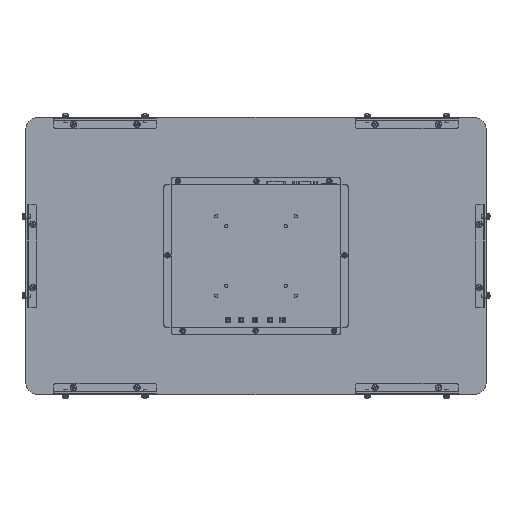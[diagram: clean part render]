
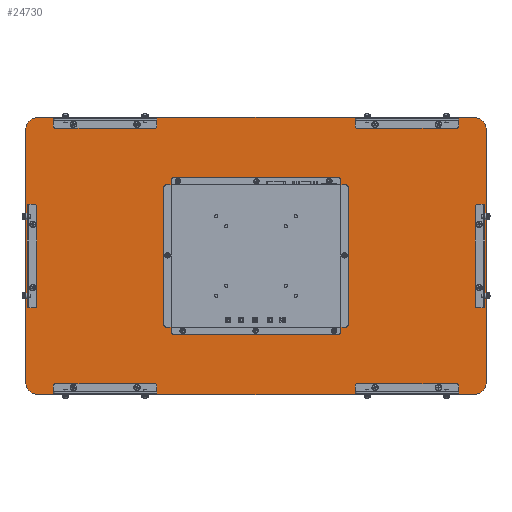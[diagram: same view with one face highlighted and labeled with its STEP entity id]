
A CAD part, front view. The second image highlights one B-rep face of the part: STEP entity #24730.
In plain terms, the highlighted planar face has unit normal (0, -1, 0).
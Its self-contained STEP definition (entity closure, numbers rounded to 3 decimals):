
#454=FACE_BOUND('',#3206,.T.);
#455=FACE_BOUND('',#3207,.T.);
#456=FACE_BOUND('',#3208,.T.);
#457=FACE_BOUND('',#3209,.T.);
#458=FACE_BOUND('',#3210,.T.);
#459=FACE_BOUND('',#3211,.T.);
#460=FACE_BOUND('',#3212,.T.);
#461=FACE_BOUND('',#3213,.T.);
#462=FACE_BOUND('',#3214,.T.);
#463=FACE_BOUND('',#3215,.T.);
#464=FACE_BOUND('',#3216,.T.);
#465=FACE_BOUND('',#3217,.T.);
#710=PLANE('',#26727);
#1805=FACE_OUTER_BOUND('',#3205,.T.);
#3205=EDGE_LOOP('',(#16828,#16829,#16830,#16831,#16832,#16833,#16834,#16835));
#3206=EDGE_LOOP('',(#16836));
#3207=EDGE_LOOP('',(#16837));
#3208=EDGE_LOOP('',(#16838));
#3209=EDGE_LOOP('',(#16839));
#3210=EDGE_LOOP('',(#16840));
#3211=EDGE_LOOP('',(#16841));
#3212=EDGE_LOOP('',(#16842));
#3213=EDGE_LOOP('',(#16843));
#3214=EDGE_LOOP('',(#16844));
#3215=EDGE_LOOP('',(#16845));
#3216=EDGE_LOOP('',(#16846));
#3217=EDGE_LOOP('',(#16847));
#4782=LINE('',#35838,#7524);
#4786=LINE('',#35847,#7528);
#4801=LINE('',#35880,#7543);
#4804=LINE('',#35889,#7546);
#7524=VECTOR('',#28964,10.);
#7528=VECTOR('',#28974,10.);
#7543=VECTOR('',#29005,10.);
#7546=VECTOR('',#29016,10.);
#10245=CIRCLE('',#26641,2.4);
#10247=CIRCLE('',#26645,2.4);
#10249=CIRCLE('',#26649,2.4);
#10251=CIRCLE('',#26653,2.4);
#10253=CIRCLE('',#26657,2.4);
#10255=CIRCLE('',#26661,2.4);
#10257=CIRCLE('',#26665,2.4);
#10259=CIRCLE('',#26669,2.4);
#10261=CIRCLE('',#26673,2.4);
#10263=CIRCLE('',#26677,2.4);
#10265=CIRCLE('',#26681,2.4);
#10267=CIRCLE('',#26685,2.4);
#10281=CIRCLE('',#26711,16.5);
#10282=CIRCLE('',#26714,16.5);
#10283=CIRCLE('',#26723,16.5);
#10284=CIRCLE('',#26726,16.5);
#10891=VERTEX_POINT('',#35686);
#10893=VERTEX_POINT('',#35693);
#10895=VERTEX_POINT('',#35700);
#10897=VERTEX_POINT('',#35707);
#10899=VERTEX_POINT('',#35714);
#10901=VERTEX_POINT('',#35721);
#10903=VERTEX_POINT('',#35728);
#10905=VERTEX_POINT('',#35735);
#10907=VERTEX_POINT('',#35742);
#10909=VERTEX_POINT('',#35749);
#10911=VERTEX_POINT('',#35756);
#10913=VERTEX_POINT('',#35763);
#10939=VERTEX_POINT('',#35835);
#10940=VERTEX_POINT('',#35837);
#10941=VERTEX_POINT('',#35841);
#10942=VERTEX_POINT('',#35845);
#10943=VERTEX_POINT('',#35849);
#10952=VERTEX_POINT('',#35878);
#10953=VERTEX_POINT('',#35883);
#10954=VERTEX_POINT('',#35887);
#13176=EDGE_CURVE('',#10891,#10891,#10245,.T.);
#13179=EDGE_CURVE('',#10893,#10893,#10247,.T.);
#13182=EDGE_CURVE('',#10895,#10895,#10249,.T.);
#13185=EDGE_CURVE('',#10897,#10897,#10251,.T.);
#13188=EDGE_CURVE('',#10899,#10899,#10253,.T.);
#13191=EDGE_CURVE('',#10901,#10901,#10255,.T.);
#13194=EDGE_CURVE('',#10903,#10903,#10257,.T.);
#13197=EDGE_CURVE('',#10905,#10905,#10259,.T.);
#13200=EDGE_CURVE('',#10907,#10907,#10261,.T.);
#13203=EDGE_CURVE('',#10909,#10909,#10263,.T.);
#13206=EDGE_CURVE('',#10911,#10911,#10265,.T.);
#13209=EDGE_CURVE('',#10913,#10913,#10267,.T.);
#13245=EDGE_CURVE('',#10939,#10940,#4782,.T.);
#13248=EDGE_CURVE('',#10941,#10939,#10281,.T.);
#13250=EDGE_CURVE('',#10942,#10941,#4786,.T.);
#13252=EDGE_CURVE('',#10943,#10942,#10282,.T.);
#13266=EDGE_CURVE('',#10952,#10943,#4801,.T.);
#13268=EDGE_CURVE('',#10953,#10952,#10283,.T.);
#13270=EDGE_CURVE('',#10954,#10953,#4804,.T.);
#13271=EDGE_CURVE('',#10940,#10954,#10284,.T.);
#16828=ORIENTED_EDGE('',*,*,#13252,.F.);
#16829=ORIENTED_EDGE('',*,*,#13266,.F.);
#16830=ORIENTED_EDGE('',*,*,#13268,.F.);
#16831=ORIENTED_EDGE('',*,*,#13270,.F.);
#16832=ORIENTED_EDGE('',*,*,#13271,.F.);
#16833=ORIENTED_EDGE('',*,*,#13245,.F.);
#16834=ORIENTED_EDGE('',*,*,#13248,.F.);
#16835=ORIENTED_EDGE('',*,*,#13250,.F.);
#16836=ORIENTED_EDGE('',*,*,#13176,.T.);
#16837=ORIENTED_EDGE('',*,*,#13179,.T.);
#16838=ORIENTED_EDGE('',*,*,#13182,.T.);
#16839=ORIENTED_EDGE('',*,*,#13185,.T.);
#16840=ORIENTED_EDGE('',*,*,#13188,.T.);
#16841=ORIENTED_EDGE('',*,*,#13191,.T.);
#16842=ORIENTED_EDGE('',*,*,#13194,.T.);
#16843=ORIENTED_EDGE('',*,*,#13197,.T.);
#16844=ORIENTED_EDGE('',*,*,#13200,.T.);
#16845=ORIENTED_EDGE('',*,*,#13203,.T.);
#16846=ORIENTED_EDGE('',*,*,#13206,.T.);
#16847=ORIENTED_EDGE('',*,*,#13209,.T.);
#24730=ADVANCED_FACE('',(#1805,#454,#455,#456,#457,#458,#459,#460,#461,
#462,#463,#464,#465),#710,.F.);
#26641=AXIS2_PLACEMENT_3D('',#35687,#28793,#28794);
#26645=AXIS2_PLACEMENT_3D('',#35694,#28802,#28803);
#26649=AXIS2_PLACEMENT_3D('',#35701,#28811,#28812);
#26653=AXIS2_PLACEMENT_3D('',#35708,#28820,#28821);
#26657=AXIS2_PLACEMENT_3D('',#35715,#28829,#28830);
#26661=AXIS2_PLACEMENT_3D('',#35722,#28838,#28839);
#26665=AXIS2_PLACEMENT_3D('',#35729,#28847,#28848);
#26669=AXIS2_PLACEMENT_3D('',#35736,#28856,#28857);
#26673=AXIS2_PLACEMENT_3D('',#35743,#28865,#28866);
#26677=AXIS2_PLACEMENT_3D('',#35750,#28874,#28875);
#26681=AXIS2_PLACEMENT_3D('',#35757,#28883,#28884);
#26685=AXIS2_PLACEMENT_3D('',#35764,#28892,#28893);
#26711=AXIS2_PLACEMENT_3D('',#35843,#28969,#28970);
#26714=AXIS2_PLACEMENT_3D('',#35851,#28978,#28979);
#26723=AXIS2_PLACEMENT_3D('',#35885,#29011,#29012);
#26726=AXIS2_PLACEMENT_3D('',#35891,#29019,#29020);
#26727=AXIS2_PLACEMENT_3D('',#35892,#29021,#29022);
#28793=DIRECTION('center_axis',(0.,1.,0.));
#28794=DIRECTION('ref_axis',(1.,0.,0.));
#28802=DIRECTION('center_axis',(0.,1.,0.));
#28803=DIRECTION('ref_axis',(1.,0.,0.));
#28811=DIRECTION('center_axis',(0.,1.,0.));
#28812=DIRECTION('ref_axis',(1.,0.,0.));
#28820=DIRECTION('center_axis',(0.,1.,0.));
#28821=DIRECTION('ref_axis',(1.,0.,0.));
#28829=DIRECTION('center_axis',(0.,1.,0.));
#28830=DIRECTION('ref_axis',(1.,0.,0.));
#28838=DIRECTION('center_axis',(0.,1.,0.));
#28839=DIRECTION('ref_axis',(1.,0.,0.));
#28847=DIRECTION('center_axis',(0.,1.,0.));
#28848=DIRECTION('ref_axis',(1.,0.,0.));
#28856=DIRECTION('center_axis',(0.,1.,0.));
#28857=DIRECTION('ref_axis',(1.,0.,0.));
#28865=DIRECTION('center_axis',(0.,1.,0.));
#28866=DIRECTION('ref_axis',(1.,0.,0.));
#28874=DIRECTION('center_axis',(0.,1.,0.));
#28875=DIRECTION('ref_axis',(1.,0.,0.));
#28883=DIRECTION('center_axis',(0.,1.,0.));
#28884=DIRECTION('ref_axis',(1.,0.,0.));
#28892=DIRECTION('center_axis',(0.,1.,0.));
#28893=DIRECTION('ref_axis',(1.,0.,0.));
#28964=DIRECTION('',(0.,0.,-1.));
#28969=DIRECTION('center_axis',(0.,1.,0.));
#28970=DIRECTION('ref_axis',(0.707,0.,0.707));
#28974=DIRECTION('',(1.,0.,0.));
#28978=DIRECTION('center_axis',(0.,1.,0.));
#28979=DIRECTION('ref_axis',(-0.707,0.,0.707));
#29005=DIRECTION('',(0.,0.,1.));
#29011=DIRECTION('center_axis',(0.,1.,0.));
#29012=DIRECTION('ref_axis',(-0.707,0.,-0.707));
#29016=DIRECTION('',(-1.,0.,0.));
#29019=DIRECTION('center_axis',(0.,1.,0.));
#29020=DIRECTION('ref_axis',(0.707,0.,-0.707));
#29021=DIRECTION('center_axis',(0.,1.,0.));
#29022=DIRECTION('ref_axis',(0.,0.,1.));
#35686=CARTESIAN_POINT('',(569.5,0.,-135.));
#35687=CARTESIAN_POINT('Origin',(571.9,0.,-135.));
#35693=CARTESIAN_POINT('',(6.7,0.,-135.));
#35694=CARTESIAN_POINT('Origin',(9.1,0.,-135.));
#35700=CARTESIAN_POINT('',(569.5,0.,-215.));
#35701=CARTESIAN_POINT('Origin',(571.9,0.,-215.));
#35707=CARTESIAN_POINT('',(6.7,0.,-215.));
#35708=CARTESIAN_POINT('Origin',(9.1,0.,-215.));
#35714=CARTESIAN_POINT('',(138.,0.,-340.9));
#35715=CARTESIAN_POINT('Origin',(140.4,0.,-340.9));
#35721=CARTESIAN_POINT('',(438.2,0.,-9.1));
#35722=CARTESIAN_POINT('Origin',(440.6,0.,-9.1));
#35728=CARTESIAN_POINT('',(138.,0.,-9.1));
#35729=CARTESIAN_POINT('Origin',(140.4,0.,-9.1));
#35735=CARTESIAN_POINT('',(438.2,0.,-340.9));
#35736=CARTESIAN_POINT('Origin',(440.6,0.,-340.9));
#35742=CARTESIAN_POINT('',(58.,0.,-340.9));
#35743=CARTESIAN_POINT('Origin',(60.4,0.,-340.9));
#35749=CARTESIAN_POINT('',(518.2,0.,-9.1));
#35750=CARTESIAN_POINT('Origin',(520.6,0.,-9.1));
#35756=CARTESIAN_POINT('',(58.,0.,-9.1));
#35757=CARTESIAN_POINT('Origin',(60.4,0.,-9.1));
#35763=CARTESIAN_POINT('',(518.2,0.,-340.9));
#35764=CARTESIAN_POINT('Origin',(520.6,0.,-340.9));
#35835=CARTESIAN_POINT('',(581.,0.,-16.5));
#35837=CARTESIAN_POINT('',(581.,0.,-333.5));
#35838=CARTESIAN_POINT('',(581.,0.,0.));
#35841=CARTESIAN_POINT('',(564.5,0.,0.));
#35843=CARTESIAN_POINT('Origin',(564.5,0.,-16.5));
#35845=CARTESIAN_POINT('',(16.5,0.,0.));
#35847=CARTESIAN_POINT('',(0.,0.,0.));
#35849=CARTESIAN_POINT('',(0.,0.,-16.5));
#35851=CARTESIAN_POINT('Origin',(16.5,0.,-16.5));
#35878=CARTESIAN_POINT('',(0.,0.,-333.5));
#35880=CARTESIAN_POINT('',(0.,0.,-350.));
#35883=CARTESIAN_POINT('',(16.5,0.,-350.));
#35885=CARTESIAN_POINT('Origin',(16.5,0.,-333.5));
#35887=CARTESIAN_POINT('',(564.5,0.,-350.));
#35889=CARTESIAN_POINT('',(581.,0.,-350.));
#35891=CARTESIAN_POINT('Origin',(564.5,0.,-333.5));
#35892=CARTESIAN_POINT('Origin',(290.5,0.,-175.));
